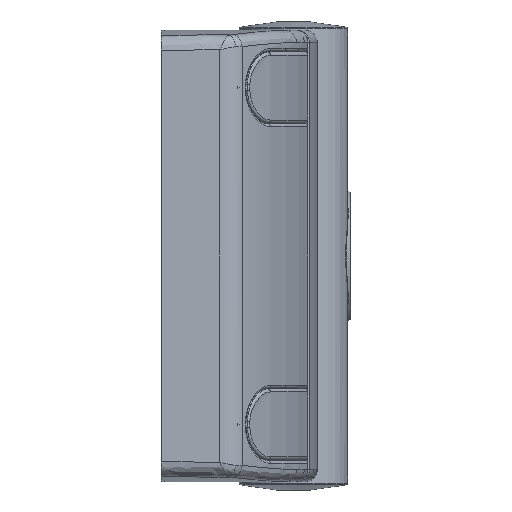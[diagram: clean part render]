
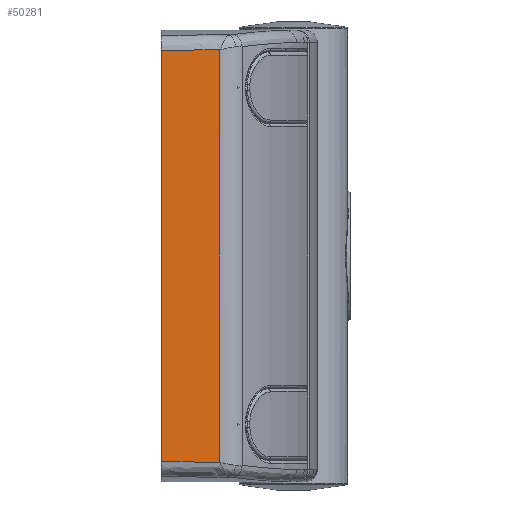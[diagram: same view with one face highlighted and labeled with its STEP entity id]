
A CAD part, left-side view. The second image highlights one B-rep face of the part: STEP entity #50281.
In plain terms, the highlighted face is planar.
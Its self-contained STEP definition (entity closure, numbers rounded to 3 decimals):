
#806=PLANE('',#54990);
#3443=LINE('',#111266,#6588);
#3524=LINE('',#111658,#6669);
#6588=VECTOR('',#66536,68.446);
#6669=VECTOR('',#66707,68.535);
#7588=ELLIPSE('',#54991,3772.813,197.409);
#7589=ELLIPSE('',#54992,3773.119,197.44);
#12782=FACE_OUTER_BOUND('',#15843,.T.);
#15843=EDGE_LOOP('',(#41260,#41261,#41262,#41263));
#22566=VERTEX_POINT('',#111263);
#22567=VERTEX_POINT('',#111265);
#22666=VERTEX_POINT('',#111655);
#22667=VERTEX_POINT('',#111657);
#28871=EDGE_CURVE('',#22567,#22566,#3443,.T.);
#28988=EDGE_CURVE('',#22566,#22666,#7588,.T.);
#28989=EDGE_CURVE('',#22666,#22667,#3524,.T.);
#28990=EDGE_CURVE('',#22667,#22567,#7589,.T.);
#41260=ORIENTED_EDGE('',*,*,#28871,.T.);
#41261=ORIENTED_EDGE('',*,*,#28988,.T.);
#41262=ORIENTED_EDGE('',*,*,#28989,.T.);
#41263=ORIENTED_EDGE('',*,*,#28990,.T.);
#50281=ADVANCED_FACE('',(#12782),#806,.F.);
#54990=AXIS2_PLACEMENT_3D('',#111654,#66703,#66704);
#54991=AXIS2_PLACEMENT_3D('',#111656,#66705,#66706);
#54992=AXIS2_PLACEMENT_3D('',#111659,#66708,#66709);
#66536=DIRECTION('',(0.,0.,-1.));
#66703=DIRECTION('center_axis',(-0.999,-0.052,
0.));
#66704=DIRECTION('ref_axis',(-0.052,0.999,0.));
#66705=DIRECTION('center_axis',(0.999,0.052,0.));
#66706=DIRECTION('ref_axis',(0.052,-0.999,0.));
#66707=DIRECTION('',(0.,0.,1.));
#66708=DIRECTION('center_axis',(0.999,0.052,0.));
#66709=DIRECTION('ref_axis',(0.052,-0.999,0.));
#111263=CARTESIAN_POINT('',(49.009,-22.,-34.223));
#111265=CARTESIAN_POINT('',(49.009,-22.,34.223));
#111266=CARTESIAN_POINT('',(49.009,-22.,37.5));
#111654=CARTESIAN_POINT('Origin',(49.009,-22.,37.5));
#111655=CARTESIAN_POINT('',(48.498,-12.247,-34.268));
#111656=CARTESIAN_POINT('Origin',(31.513,311.832,162.409));
#111657=CARTESIAN_POINT('',(48.498,-12.247,34.268));
#111658=CARTESIAN_POINT('',(48.498,-12.247,37.5));
#111659=CARTESIAN_POINT('Origin',(31.511,311.885,-162.44));
